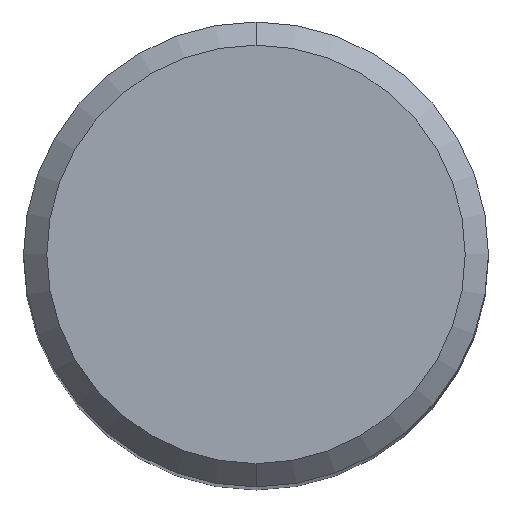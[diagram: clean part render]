
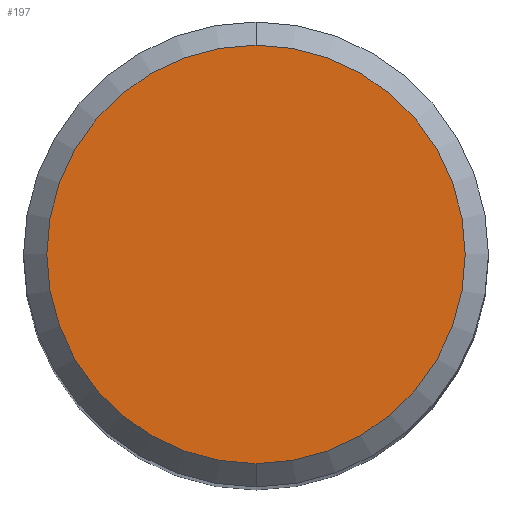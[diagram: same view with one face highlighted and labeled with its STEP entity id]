
A CAD part, top view. The second image highlights one B-rep face of the part: STEP entity #197.
In plain terms, the highlighted planar face has unit normal (0, 0, 1).
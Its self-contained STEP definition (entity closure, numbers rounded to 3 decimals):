
#109=VERTEX_POINT('',#261);
#177=EDGE_CURVE('',#109,#193,#340,.T.);
#193=VERTEX_POINT('',#357);
#197=ADVANCED_FACE('',(#361),#362,.T.);
#213=EDGE_CURVE('',#193,#109,#380,.T.);
#261=CARTESIAN_POINT('',(0.0,4.5,0.));
#340=CIRCLE('',#526,4.5);
#357=CARTESIAN_POINT('',(0.,-4.5,0.));
#361=FACE_OUTER_BOUND('',#551,.T.);
#362=PLANE('',#552);
#380=CIRCLE('',#575,4.5);
#526=AXIS2_PLACEMENT_3D('',#726,#727,#728);
#551=EDGE_LOOP('',(#743,#744));
#552=AXIS2_PLACEMENT_3D('',#745,#746,#747);
#575=AXIS2_PLACEMENT_3D('',#766,#767,#768);
#726=CARTESIAN_POINT('',(0.0,0.0,0.));
#727=DIRECTION('',(0.0,0.0,-1.0));
#728=DIRECTION('',(0.0,1.0,0.0));
#743=ORIENTED_EDGE('',*,*,#177,.F.);
#744=ORIENTED_EDGE('',*,*,#213,.F.);
#745=CARTESIAN_POINT('',(0.0,2.25,0.));
#746=DIRECTION('',(-0.0,0.0,1.0));
#747=DIRECTION('',(0.0,-1.0,0.0));
#766=CARTESIAN_POINT('',(0.0,0.0,0.));
#767=DIRECTION('',(0.0,0.0,-1.0));
#768=DIRECTION('',(0.0,1.0,0.0));
